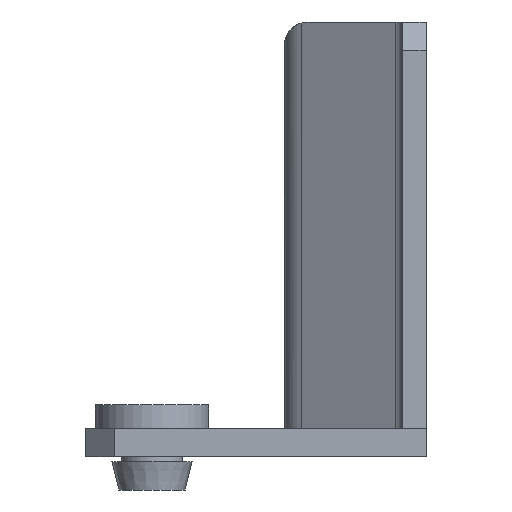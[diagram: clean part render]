
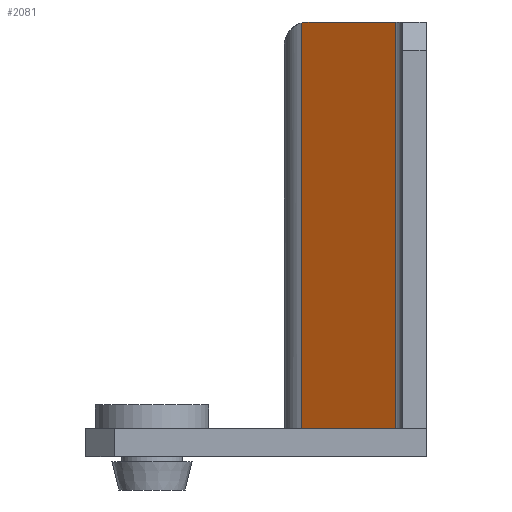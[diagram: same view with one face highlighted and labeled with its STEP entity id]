
A CAD part, left-side view. The second image highlights one B-rep face of the part: STEP entity #2081.
In plain terms, the highlighted planar face has unit normal (-0.87, 0.493, 0).
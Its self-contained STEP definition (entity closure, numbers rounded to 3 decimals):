
#48 = CARTESIAN_POINT ( 'NONE',  ( -190.993, -10.977, 43. ) ) ;
#104 = ORIENTED_EDGE ( 'NONE', *, *, #2707, .F. ) ;
#124 = CARTESIAN_POINT ( 'NONE',  ( -190.993, -10.977, 43. ) ) ;
#142 = PLANE ( 'NONE',  #257 ) ;
#193 = VERTEX_POINT ( 'NONE', #2605 ) ;
#255 = VERTEX_POINT ( 'NONE', #1115 ) ;
#257 = AXIS2_PLACEMENT_3D ( 'NONE', #124, #2374, #1373 ) ;
#313 = DIRECTION ( 'NONE',  ( -0.493, -0.87, 0. ) ) ;
#352 = DIRECTION ( 'NONE',  ( 0., 0., -1. ) ) ;
#407 = CARTESIAN_POINT ( 'NONE',  ( -185.476, -1.247, 42.964 ) ) ;
#488 = EDGE_CURVE ( 'NONE', #2841, #708, #1666, .T. ) ;
#708 = VERTEX_POINT ( 'NONE', #1311 ) ;
#709 = CARTESIAN_POINT ( 'NONE',  ( -185.754, -1.737, 43. ) ) ;
#762 = LINE ( 'NONE', #1780, #2983 ) ;
#880 = EDGE_CURVE ( 'NONE', #1466, #2841, #3308, .T. ) ;
#882 = CARTESIAN_POINT ( 'NONE',  ( -185.614, -1.491, 43. ) ) ;
#1059 = ORIENTED_EDGE ( 'NONE', *, *, #1083, .F. ) ;
#1083 = EDGE_CURVE ( 'NONE', #1466, #193, #762, .T. ) ;
#1115 = CARTESIAN_POINT ( 'NONE',  ( -190.993, -10.977, 0. ) ) ;
#1138 = EDGE_LOOP ( 'NONE', ( #1059, #2221, #2627, #2174, #104 ) ) ;
#1268 = VECTOR ( 'NONE', #313, 1000. ) ;
#1311 = CARTESIAN_POINT ( 'NONE',  ( -185.342, -1.011, 0. ) ) ;
#1373 = DIRECTION ( 'NONE',  ( 0.493, 0.87, 0. ) ) ;
#1392 = DIRECTION ( 'NONE',  ( 0., 0., -1. ) ) ;
#1415 = LINE ( 'NONE', #48, #2648 ) ;
#1435 = CARTESIAN_POINT ( 'NONE',  ( -185.342, -1.011, 42.892 ) ) ;
#1466 = VERTEX_POINT ( 'NONE', #709 ) ;
#1586 = LINE ( 'NONE', #2606, #1268 ) ;
#1617 = EDGE_CURVE ( 'NONE', #708, #255, #1586, .T. ) ;
#1666 = LINE ( 'NONE', #2468, #1764 ) ;
#1764 = VECTOR ( 'NONE', #1392, 1000. ) ;
#1780 = CARTESIAN_POINT ( 'NONE',  ( -190.993, -10.977, 43. ) ) ;
#2081 = ADVANCED_FACE ( 'NONE', ( #2684 ), #142, .F. ) ;
#2174 = ORIENTED_EDGE ( 'NONE', *, *, #1617, .T. ) ;
#2221 = ORIENTED_EDGE ( 'NONE', *, *, #880, .T. ) ;
#2374 = DIRECTION ( 'NONE',  ( 0.87, -0.493, 0. ) ) ;
#2431 = CARTESIAN_POINT ( 'NONE',  ( -185.754, -1.737, 43. ) ) ;
#2468 = CARTESIAN_POINT ( 'NONE',  ( -185.342, -1.011, 43. ) ) ;
#2605 = CARTESIAN_POINT ( 'NONE',  ( -190.993, -10.977, 43. ) ) ;
#2606 = CARTESIAN_POINT ( 'NONE',  ( -190.993, -10.977, 0. ) ) ;
#2627 = ORIENTED_EDGE ( 'NONE', *, *, #488, .T. ) ;
#2648 = VECTOR ( 'NONE', #352, 1000. ) ;
#2684 = FACE_OUTER_BOUND ( 'NONE', #1138, .T. ) ;
#2707 = EDGE_CURVE ( 'NONE', #193, #255, #1415, .T. ) ;
#2805 = DIRECTION ( 'NONE',  ( -0.493, -0.87, 0. ) ) ;
#2841 = VERTEX_POINT ( 'NONE', #1435 ) ;
#2983 = VECTOR ( 'NONE', #2805, 1000. ) ;
#3188 = CARTESIAN_POINT ( 'NONE',  ( -185.342, -1.011, 42.892 ) ) ;
#3308 =( BOUNDED_CURVE ( )  B_SPLINE_CURVE ( 3, ( #2431, #882, #407, #3188 ),
 .UNSPECIFIED., .F., .F. ) 
 B_SPLINE_CURVE_WITH_KNOTS ( ( 4, 4 ),
 ( 1.571, 1.866 ),
 .UNSPECIFIED. ) 
 CURVE ( )  GEOMETRIC_REPRESENTATION_ITEM ( )  RATIONAL_B_SPLINE_CURVE ( ( 1., 0.993, 0.993, 1. ) ) 
 REPRESENTATION_ITEM ( '' )  );
